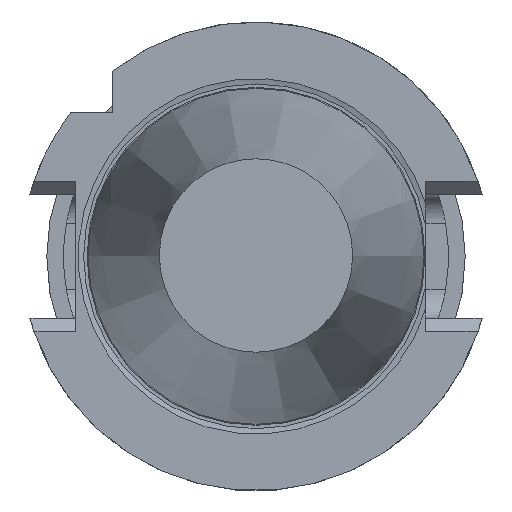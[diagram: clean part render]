
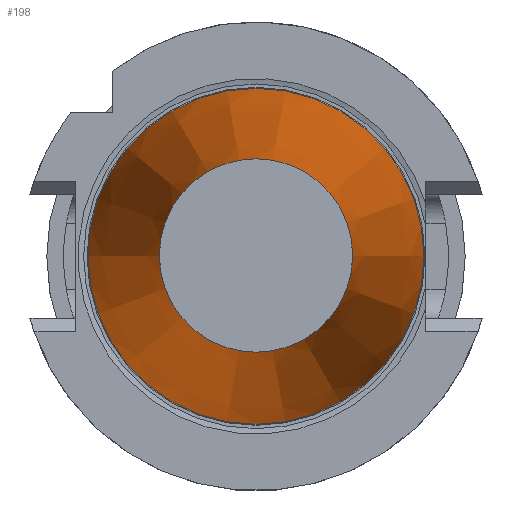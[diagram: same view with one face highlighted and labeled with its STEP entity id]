
A CAD part, top view. The second image highlights one B-rep face of the part: STEP entity #198.
In plain terms, the highlighted conical face has half-angle 8.298 degrees and reference radius 20.107 mm.
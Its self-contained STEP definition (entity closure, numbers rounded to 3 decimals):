
#148=CONICAL_SURFACE('',#1341,20.107,8.298);
#161=FACE_BOUND('',#368,.T.);
#162=FACE_BOUND('',#369,.T.);
#198=ADVANCED_FACE('CU_FL_CO_SU_1',(#161,#162),#148,.T.);
#368=EDGE_LOOP('',(#662));
#369=EDGE_LOOP('',(#663));
#662=ORIENTED_EDGE('',*,*,#1119,.T.);
#663=ORIENTED_EDGE('',*,*,#1117,.F.);
#998=VERTEX_POINT('',#1835);
#1000=VERTEX_POINT('',#1841);
#1117=EDGE_CURVE('',#998,#998,#1281,.T.);
#1119=EDGE_CURVE('',#1000,#1000,#1283,.T.);
#1281=CIRCLE('',#1335,34.925);
#1283=CIRCLE('',#1339,20.107);
#1335=AXIS2_PLACEMENT_3D('',#1834,#1478,#1479);
#1339=AXIS2_PLACEMENT_3D('',#1840,#1486,#1487);
#1341=AXIS2_PLACEMENT_3D('',#1843,#1490,#1491);
#1478=DIRECTION('',(0.0,0.0,-1.0));
#1479=DIRECTION('',(-1.0,0.0,0.0));
#1486=DIRECTION('',(0.0,0.0,-1.0));
#1487=DIRECTION('',(-1.0,0.0,0.0));
#1490=DIRECTION('',(0.0,0.0,-1.0));
#1491=DIRECTION('',(-1.0,0.0,0.));
#1834=CARTESIAN_POINT('',(0.0,0.0,0.0));
#1835=CARTESIAN_POINT('',(-34.925,0.0,0.0));
#1840=CARTESIAN_POINT('',(0.0,0.0,101.6));
#1841=CARTESIAN_POINT('',(-20.107,0.0,101.6));
#1843=CARTESIAN_POINT('',(0.0,0.0,101.6));
